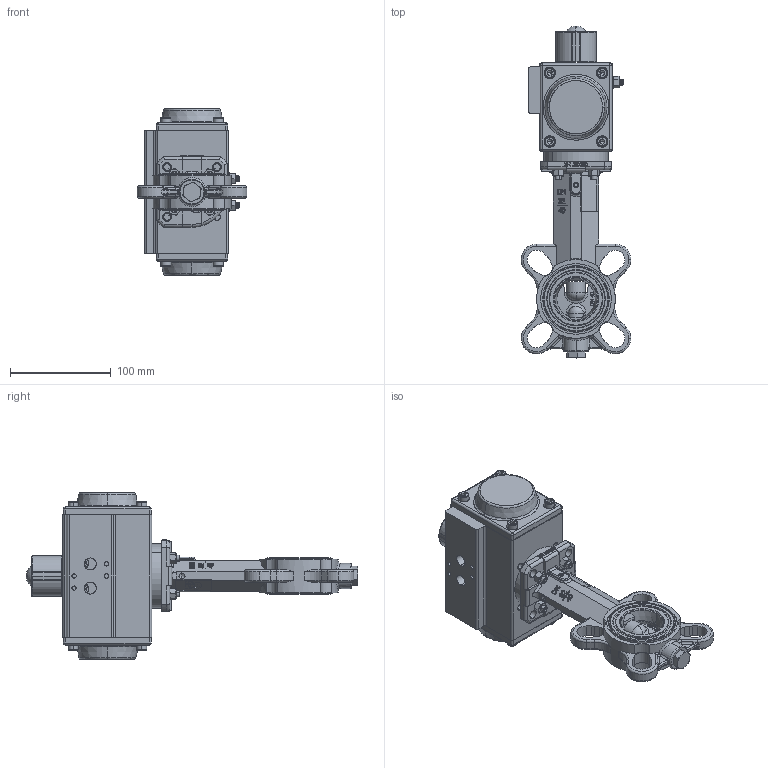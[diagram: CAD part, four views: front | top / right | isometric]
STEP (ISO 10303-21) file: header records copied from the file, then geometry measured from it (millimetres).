
FILE_DESCRIPTION (( 'STEP AP203' ), '1' );
FILE_NAME ('AK01_DN32-40_pneu..STEP', '2022-11-03T13:42:37', ( '' ), ( '' ), 'SwSTEP 2.0', 'SolidWorks 2021', '' );
FILE_SCHEMA (( 'CONFIG_CONTROL_DESIGN' ));
Products named in the file (1): AK01_DN32-40_pneu.
Bounding box: 108.78 x 329.15 x 165 mm (x, y, z)
Surface area: 142244.1 mm2 (no closed solid volume)
Topology: 0 solids, 386 shells, 1210 faces, 4459 edges, 3556 vertices
Faces by surface type: plane 475, cylinder 309, bspline 226, cone 119, torus 72, sphere 9
Entity records: 74785 total; most frequent: CARTESIAN_POINT 39695, DIRECTION 6528, ORIENTED_EDGE 6304, EDGE_CURVE 4428, VERTEX_POINT 3556, AXIS2_PLACEMENT_3D 2217, VECTOR 2094, LINE 2094
